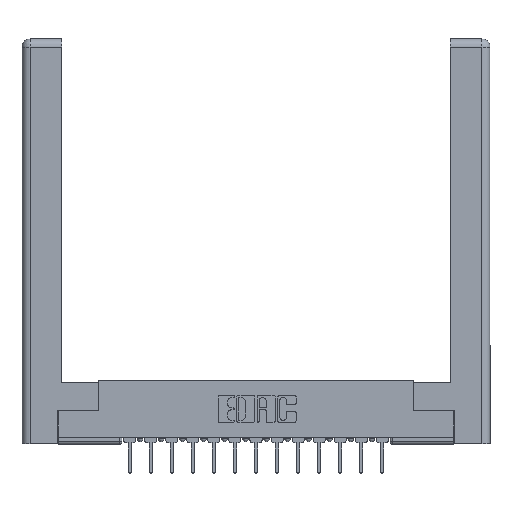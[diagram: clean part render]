
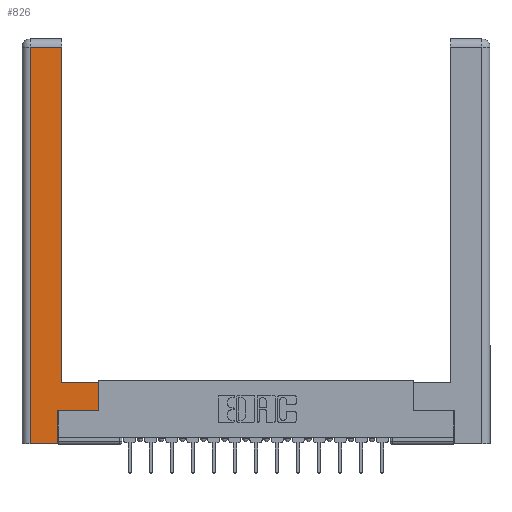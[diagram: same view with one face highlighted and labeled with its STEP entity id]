
A CAD part, top view. The second image highlights one B-rep face of the part: STEP entity #826.
In plain terms, the highlighted planar face has unit normal (0, 0, 1).
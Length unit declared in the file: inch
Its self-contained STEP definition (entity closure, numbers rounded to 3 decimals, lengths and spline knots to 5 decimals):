
#45 = VERTEX_POINT ( 'NONE', #1438 ) ;
#182 = EDGE_CURVE ( 'NONE', #2761, #4552, #2310, .T. ) ;
#386 = VECTOR ( 'NONE', #8751, 39.37008 ) ;
#707 = LINE ( 'NONE', #12907, #2201 ) ;
#811 = CARTESIAN_POINT ( 'NONE',  ( 0., 0., 0. ) ) ;
#826 = ADVANCED_FACE ( 'NONE', ( #2938 ), #16429, .F. ) ;
#1438 = CARTESIAN_POINT ( 'NONE',  ( 0.295, 0.45, 0. ) ) ;
#1714 = ORIENTED_EDGE ( 'NONE', *, *, #3424, .T. ) ;
#1962 = VECTOR ( 'NONE', #13247, 39.37008 ) ;
#2201 = VECTOR ( 'NONE', #11435, 39.37008 ) ;
#2310 = LINE ( 'NONE', #11050, #8920 ) ;
#2664 = EDGE_CURVE ( 'NONE', #4552, #10291, #6071, .T. ) ;
#2761 = VERTEX_POINT ( 'NONE', #14472 ) ;
#2905 = VERTEX_POINT ( 'NONE', #14650 ) ;
#2938 = FACE_OUTER_BOUND ( 'NONE', #4804, .T. ) ;
#3004 = EDGE_CURVE ( 'NONE', #9069, #7142, #16994, .T. ) ;
#3034 = ORIENTED_EDGE ( 'NONE', *, *, #8161, .T. ) ;
#3080 = DIRECTION ( 'NONE',  ( 0., 1., 0. ) ) ;
#3173 = LINE ( 'NONE', #16985, #386 ) ;
#3424 = EDGE_CURVE ( 'NONE', #2905, #45, #5616, .T. ) ;
#3520 = CARTESIAN_POINT ( 'NONE',  ( 0.265, 0., 0. ) ) ;
#4552 = VERTEX_POINT ( 'NONE', #6862 ) ;
#4754 = CARTESIAN_POINT ( 'NONE',  ( 0.565, 0.245, 0. ) ) ;
#4763 = ORIENTED_EDGE ( 'NONE', *, *, #182, .T. ) ;
#4804 = EDGE_LOOP ( 'NONE', ( #7832, #4808, #14482, #3034, #4763, #6148, #9854, #1714 ) ) ;
#4808 = ORIENTED_EDGE ( 'NONE', *, *, #3004, .T. ) ;
#5186 = CARTESIAN_POINT ( 'NONE',  ( 0.0615, 0., 0. ) ) ;
#5616 = LINE ( 'NONE', #13312, #1962 ) ;
#6071 = LINE ( 'NONE', #4754, #10149 ) ;
#6148 = ORIENTED_EDGE ( 'NONE', *, *, #2664, .T. ) ;
#6448 = DIRECTION ( 'NONE',  ( -1., 0., 0. ) ) ;
#6843 = LINE ( 'NONE', #10510, #11342 ) ;
#6862 = CARTESIAN_POINT ( 'NONE',  ( 0.265, 0.245, 0. ) ) ;
#6896 = CARTESIAN_POINT ( 'NONE',  ( 0.0615, 2.94, 0. ) ) ;
#7005 = LINE ( 'NONE', #3520, #15415 ) ;
#7041 = CARTESIAN_POINT ( 'NONE',  ( 0.0615, 2.94, 0. ) ) ;
#7142 = VERTEX_POINT ( 'NONE', #6896 ) ;
#7507 = DIRECTION ( 'NONE',  ( 0., 0., -1. ) ) ;
#7646 = AXIS2_PLACEMENT_3D ( 'NONE', #811, #7507, #6448 ) ;
#7832 = ORIENTED_EDGE ( 'NONE', *, *, #15508, .T. ) ;
#8161 = EDGE_CURVE ( 'NONE', #10899, #2761, #7005, .T. ) ;
#8751 = DIRECTION ( 'NONE',  ( 0., 1., 0. ) ) ;
#8920 = VECTOR ( 'NONE', #3080, 39.37008 ) ;
#9069 = VERTEX_POINT ( 'NONE', #10492 ) ;
#9854 = ORIENTED_EDGE ( 'NONE', *, *, #12886, .T. ) ;
#10149 = VECTOR ( 'NONE', #17222, 39.37008 ) ;
#10291 = VERTEX_POINT ( 'NONE', #13805 ) ;
#10293 = DIRECTION ( 'NONE',  ( 1., 0., 0. ) ) ;
#10492 = CARTESIAN_POINT ( 'NONE',  ( 0.295, 2.94, 0. ) ) ;
#10510 = CARTESIAN_POINT ( 'NONE',  ( 0.565, 0.45, 0. ) ) ;
#10574 = DIRECTION ( 'NONE',  ( 0., 1., 0. ) ) ;
#10899 = VERTEX_POINT ( 'NONE', #5186 ) ;
#11050 = CARTESIAN_POINT ( 'NONE',  ( 0.265, 0.245, 0. ) ) ;
#11199 = DIRECTION ( 'NONE',  ( -1., 0., 0. ) ) ;
#11283 = EDGE_CURVE ( 'NONE', #7142, #10899, #707, .T. ) ;
#11342 = VECTOR ( 'NONE', #10574, 39.37008 ) ;
#11435 = DIRECTION ( 'NONE',  ( 0., -1., 0. ) ) ;
#12886 = EDGE_CURVE ( 'NONE', #10291, #2905, #6843, .T. ) ;
#12907 = CARTESIAN_POINT ( 'NONE',  ( 0.0615, 0., 0. ) ) ;
#13247 = DIRECTION ( 'NONE',  ( -1., 0., 0. ) ) ;
#13312 = CARTESIAN_POINT ( 'NONE',  ( 0.295, 0.45, 0. ) ) ;
#13805 = CARTESIAN_POINT ( 'NONE',  ( 0.565, 0.245, 0. ) ) ;
#14472 = CARTESIAN_POINT ( 'NONE',  ( 0.265, 0., 0. ) ) ;
#14482 = ORIENTED_EDGE ( 'NONE', *, *, #11283, .T. ) ;
#14650 = CARTESIAN_POINT ( 'NONE',  ( 0.565, 0.45, 0. ) ) ;
#15415 = VECTOR ( 'NONE', #10293, 39.37008 ) ;
#15508 = EDGE_CURVE ( 'NONE', #45, #9069, #3173, .T. ) ;
#16429 = PLANE ( 'NONE',  #7646 ) ;
#16985 = CARTESIAN_POINT ( 'NONE',  ( 0.295, 3., 0. ) ) ;
#16994 = LINE ( 'NONE', #7041, #17441 ) ;
#17222 = DIRECTION ( 'NONE',  ( 1., 0., 0. ) ) ;
#17441 = VECTOR ( 'NONE', #11199, 39.37008 ) ;
